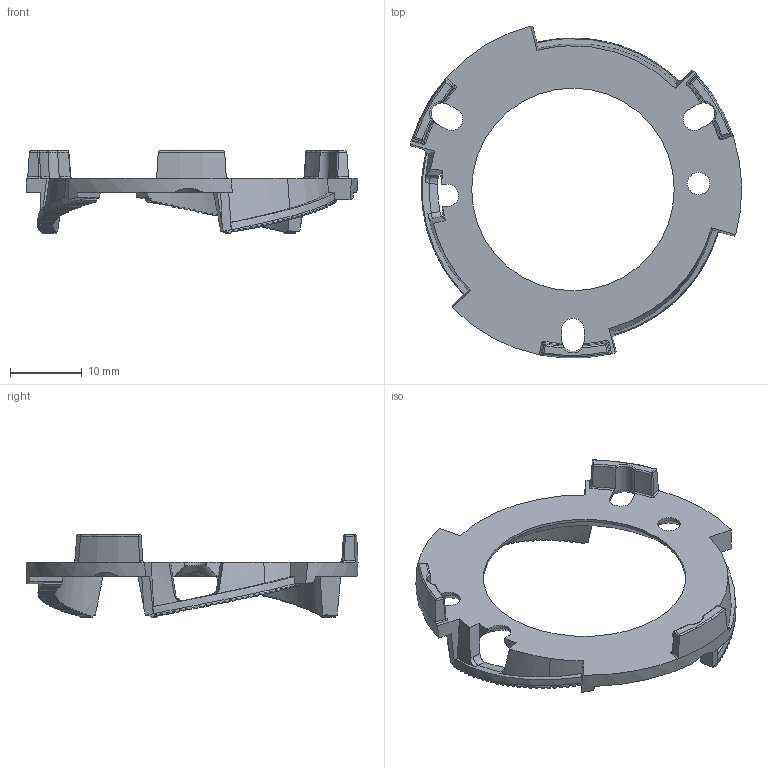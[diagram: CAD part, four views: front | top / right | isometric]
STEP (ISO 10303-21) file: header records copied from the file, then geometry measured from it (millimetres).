
FILE_DESCRIPTION(('STEP AP214'),'1');
FILE_NAME('LLH79ZB3 - Xicato.stp','2018-03-02T13:44:24',(' '),(' '),'Spatial InterOp 3D',' ',' ');
FILE_SCHEMA(('AUTOMOTIVE_DESIGN { 1 0 10303 214 1 1 1 1 }'));
Length unit declared in the file: millimetre
Products named in the file (1): LLH79ZB3 - Xicato
Bounding box: 46.14 x 46.21 x 11.48 mm (x, y, z)
Volume: 2049.6 mm3; surface area: 2967.2 mm2
Topology: 1 solids, 1 shells, 514 faces, 1472 edges, 944 vertices
Faces by surface type: plane 200, cylinder 174, bspline 87, cone 29, torus 18, sphere 6
Full cylindrical faces by diameter (mm): 3.1 x1, 28.2 x1
Entity records: 26553 total; most frequent: CARTESIAN_POINT 10474, ORIENTED_EDGE 2920, DIRECTION 1964, EDGE_CURVE 1460, VERTEX_POINT 942, AXIS2_PLACEMENT_3D 776, B_SPLINE_CURVE_WITH_KNOTS 700, EDGE_LOOP 520
